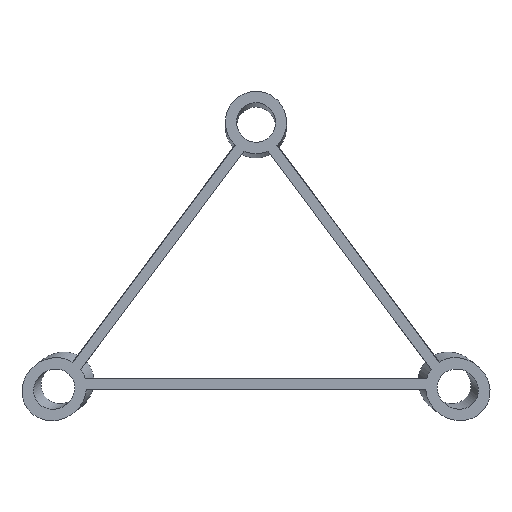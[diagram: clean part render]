
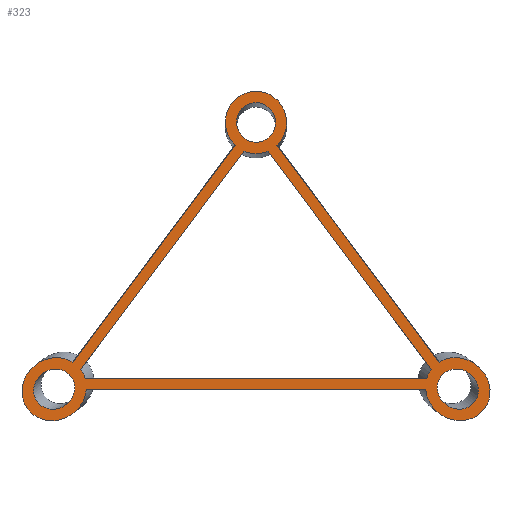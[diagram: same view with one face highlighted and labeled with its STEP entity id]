
A CAD part, front view. The second image highlights one B-rep face of the part: STEP entity #323.
In plain terms, the highlighted planar face has unit normal (0, -1, 0).
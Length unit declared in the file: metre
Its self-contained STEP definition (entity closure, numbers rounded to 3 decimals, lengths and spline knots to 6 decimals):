
#12=LINE('',#549,#24);
#13=LINE('',#551,#25);
#14=LINE('',#555,#26);
#15=LINE('',#558,#27);
#16=LINE('',#562,#28);
#17=LINE('',#566,#29);
#24=VECTOR('',#436,1.);
#25=VECTOR('',#437,1.);
#26=VECTOR('',#440,1.);
#27=VECTOR('',#443,1.);
#28=VECTOR('',#446,1.);
#29=VECTOR('',#449,1.);
#37=PLANE('',#366);
#62=ORIENTED_EDGE('',*,*,#150,.T.);
#63=ORIENTED_EDGE('',*,*,#144,.T.);
#64=ORIENTED_EDGE('',*,*,#151,.F.);
#65=ORIENTED_EDGE('',*,*,#152,.T.);
#66=ORIENTED_EDGE('',*,*,#153,.F.);
#67=ORIENTED_EDGE('',*,*,#154,.T.);
#68=ORIENTED_EDGE('',*,*,#140,.T.);
#69=ORIENTED_EDGE('',*,*,#155,.T.);
#70=ORIENTED_EDGE('',*,*,#156,.T.);
#71=ORIENTED_EDGE('',*,*,#157,.F.);
#72=ORIENTED_EDGE('',*,*,#158,.T.);
#73=ORIENTED_EDGE('',*,*,#159,.T.);
#74=ORIENTED_EDGE('',*,*,#148,.F.);
#75=ORIENTED_EDGE('',*,*,#160,.F.);
#76=ORIENTED_EDGE('',*,*,#161,.F.);
#140=EDGE_CURVE('',#186,#184,#218,.F.);
#144=EDGE_CURVE('',#190,#189,#222,.F.);
#148=EDGE_CURVE('',#193,#193,#226,.F.);
#150=EDGE_CURVE('',#195,#190,#12,.T.);
#151=EDGE_CURVE('',#196,#189,#13,.T.);
#152=EDGE_CURVE('',#196,#197,#228,.F.);
#153=EDGE_CURVE('',#198,#197,#14,.T.);
#154=EDGE_CURVE('',#198,#195,#229,.F.);
#155=EDGE_CURVE('',#184,#199,#15,.T.);
#156=EDGE_CURVE('',#199,#200,#230,.F.);
#157=EDGE_CURVE('',#201,#200,#16,.T.);
#158=EDGE_CURVE('',#201,#202,#231,.F.);
#159=EDGE_CURVE('',#202,#186,#17,.T.);
#160=EDGE_CURVE('',#203,#203,#232,.F.);
#161=EDGE_CURVE('',#204,#204,#233,.F.);
#184=VERTEX_POINT('',#525);
#186=VERTEX_POINT('',#528);
#189=VERTEX_POINT('',#534);
#190=VERTEX_POINT('',#536);
#193=VERTEX_POINT('',#544);
#195=VERTEX_POINT('',#550);
#196=VERTEX_POINT('',#552);
#197=VERTEX_POINT('',#554);
#198=VERTEX_POINT('',#556);
#199=VERTEX_POINT('',#559);
#200=VERTEX_POINT('',#561);
#201=VERTEX_POINT('',#563);
#202=VERTEX_POINT('',#565);
#203=VERTEX_POINT('',#568);
#204=VERTEX_POINT('',#570);
#218=ELLIPSE('',#354,0.008095,0.007479);
#222=ELLIPSE('',#358,0.008095,0.007479);
#226=ELLIPSE('',#363,0.005155,0.004763);
#228=ELLIPSE('',#367,0.008095,0.007479);
#229=ELLIPSE('',#368,0.007619,0.007479);
#230=ELLIPSE('',#369,0.007619,0.007479);
#231=ELLIPSE('',#370,0.008095,0.007479);
#232=ELLIPSE('',#371,0.004852,0.004763);
#233=ELLIPSE('',#372,0.005155,0.004763);
#256=EDGE_LOOP('',(#62,#63,#64,#65,#66,#67));
#257=EDGE_LOOP('',(#68,#69,#70,#71,#72,#73));
#258=EDGE_LOOP('',(#74));
#259=EDGE_LOOP('',(#75));
#260=EDGE_LOOP('',(#76));
#288=FACE_BOUND('',#256,.T.);
#289=FACE_BOUND('',#257,.T.);
#290=FACE_BOUND('',#258,.T.);
#291=FACE_BOUND('',#259,.T.);
#292=FACE_BOUND('',#260,.T.);
#323=ADVANCED_FACE('',(#288,#289,#290,#291,#292),#37,.F.);
#354=AXIS2_PLACEMENT_3D('',#527,#410,#411);
#358=AXIS2_PLACEMENT_3D('',#535,#418,#419);
#363=AXIS2_PLACEMENT_3D('',#543,#428,#429);
#366=AXIS2_PLACEMENT_3D('',#548,#434,#435);
#367=AXIS2_PLACEMENT_3D('',#553,#438,#439);
#368=AXIS2_PLACEMENT_3D('',#557,#441,#442);
#369=AXIS2_PLACEMENT_3D('',#560,#444,#445);
#370=AXIS2_PLACEMENT_3D('',#564,#447,#448);
#371=AXIS2_PLACEMENT_3D('',#567,#450,#451);
#372=AXIS2_PLACEMENT_3D('',#569,#452,#453);
#410=DIRECTION('',(0.,1.,0.));
#411=DIRECTION('',(0.803,0.,-0.597));
#418=DIRECTION('',(0.,1.,0.));
#419=DIRECTION('',(0.803,0.,-0.597));
#428=DIRECTION('',(0.,1.,0.));
#429=DIRECTION('',(0.803,0.,-0.597));
#434=DIRECTION('',(0.,1.,0.));
#435=DIRECTION('',(0.,0.,1.));
#436=DIRECTION('',(0.599,0.,-0.801));
#437=DIRECTION('',(1.,0.,0.));
#438=DIRECTION('',(0.,1.,0.));
#439=DIRECTION('',(-0.803,0.,-0.597));
#440=DIRECTION('',(-0.599,0.,-0.801));
#441=DIRECTION('',(0.,1.,0.));
#442=DIRECTION('',(0.,0.,1.));
#443=DIRECTION('',(-0.599,0.,0.801));
#444=DIRECTION('',(0.,1.,0.));
#445=DIRECTION('',(0.,0.,1.));
#446=DIRECTION('',(0.599,0.,0.801));
#447=DIRECTION('',(0.,1.,0.));
#448=DIRECTION('',(-0.803,0.,-0.597));
#449=DIRECTION('',(1.,0.,0.));
#450=DIRECTION('',(0.,1.,0.));
#451=DIRECTION('',(0.,0.,1.));
#452=DIRECTION('',(0.,1.,0.));
#453=DIRECTION('',(-0.803,0.,-0.597));
#525=CARTESIAN_POINT('',(0.044795,0.024442,0.041509));
#527=CARTESIAN_POINT('',(0.049351,0.024442,0.034904));
#528=CARTESIAN_POINT('',(0.041508,0.024442,0.034727));
#534=CARTESIAN_POINT('',(0.041765,0.024442,0.037546));
#535=CARTESIAN_POINT('',(0.049351,0.024442,0.034904));
#536=CARTESIAN_POINT('',(0.042855,0.024442,0.039733));
#543=CARTESIAN_POINT('',(0.049351,0.024442,0.034904));
#544=CARTESIAN_POINT('',(0.053488,0.024442,0.031829));
#548=CARTESIAN_POINT('',(0.041971,0.024442,0.137168));
#549=CARTESIAN_POINT('',(0.022906,0.024442,0.066425));
#550=CARTESIAN_POINT('',(0.002956,0.024442,0.093116));
#551=CARTESIAN_POINT('',(-0.000016,0.024442,0.037546));
#552=CARTESIAN_POINT('',(-0.041765,0.024442,0.037546));
#553=CARTESIAN_POINT('',(-0.049351,0.024442,0.034904));
#554=CARTESIAN_POINT('',(-0.042855,0.024442,0.039733));
#555=CARTESIAN_POINT('',(-0.022906,0.024442,0.066425));
#556=CARTESIAN_POINT('',(-0.002956,0.024442,0.093116));
#557=CARTESIAN_POINT('',(0.,0.024442,0.100115));
#558=CARTESIAN_POINT('',(0.025247,0.024442,0.067664));
#559=CARTESIAN_POINT('',(0.005134,0.024442,0.094575));
#560=CARTESIAN_POINT('',(0.,0.024442,0.100115));
#561=CARTESIAN_POINT('',(-0.005134,0.024442,0.094575));
#562=CARTESIAN_POINT('',(-0.025247,0.024442,0.067664));
#563=CARTESIAN_POINT('',(-0.044795,0.024442,0.041509));
#564=CARTESIAN_POINT('',(-0.049351,0.024442,0.034904));
#565=CARTESIAN_POINT('',(-0.041508,0.024442,0.034727));
#566=CARTESIAN_POINT('',(-0.000016,0.024442,0.034727));
#567=CARTESIAN_POINT('',(0.,0.024442,0.100115));
#568=CARTESIAN_POINT('',(0.,0.024442,0.104966));
#569=CARTESIAN_POINT('',(-0.049351,0.024442,0.034904));
#570=CARTESIAN_POINT('',(-0.053488,0.024442,0.031829));
